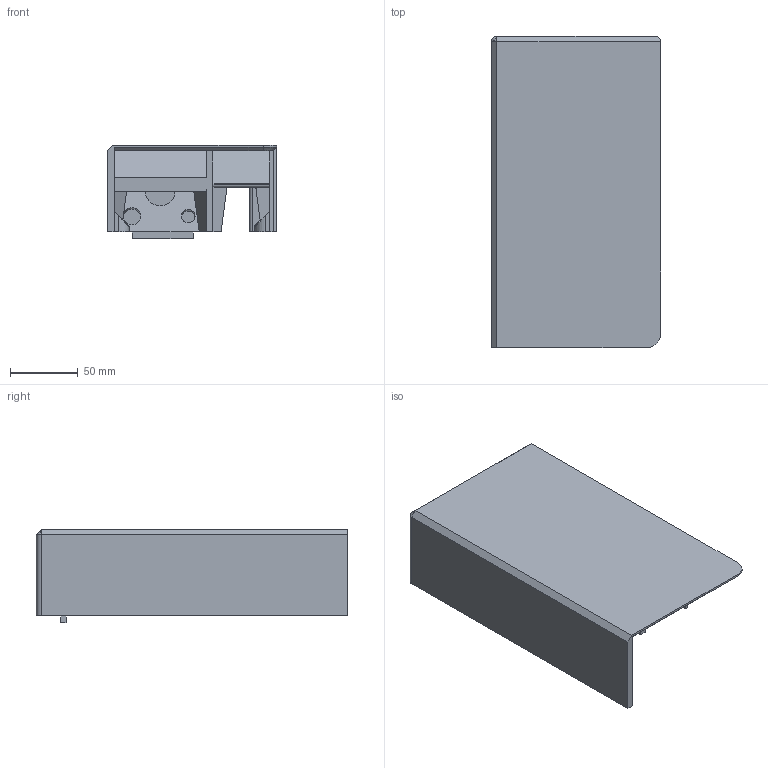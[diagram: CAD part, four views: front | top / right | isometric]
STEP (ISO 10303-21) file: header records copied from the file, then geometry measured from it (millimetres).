
FILE_DESCRIPTION(/* description */ (''),/* implementation_level */ '2;1');
FILE_NAME(/* name */ 'Chute Muffler A5.step',/* time_stamp */ '2024-01-27T07:42:05-07:00',/* author */ (''),/* organization */ (''),/* preprocessor_version */ 'ST-DEVELOPER v20',/* originating_system */ 'Autodesk Translation Framework v12.14.0.127',/* authorisation */ '');
FILE_SCHEMA (('AUTOMOTIVE_DESIGN { 1 0 10303 214 3 1 1 }'));
Length unit declared in the file: millimetre
Products named in the file (1): Chute Muffler
Bounding box: 125 x 230 x 69 mm (x, y, z)
Volume: 423292.9 mm3; surface area: 174869.1 mm2
Topology: 1 solids, 1 shells, 165 faces, 468 edges, 306 vertices
Faces by surface type: plane 136, cylinder 27, cone 2
Full cylindrical faces by diameter (mm): 10 x1, 12.3 x4, 13 x1, 15 x1, 17 x1, 22 x1
Entity records: 5327 total; most frequent: CARTESIAN_POINT 944, ORIENTED_EDGE 934, DIRECTION 856, EDGE_CURVE 467, LINE 408, VECTOR 408, VERTEX_POINT 306, AXIS2_PLACEMENT_3D 224
